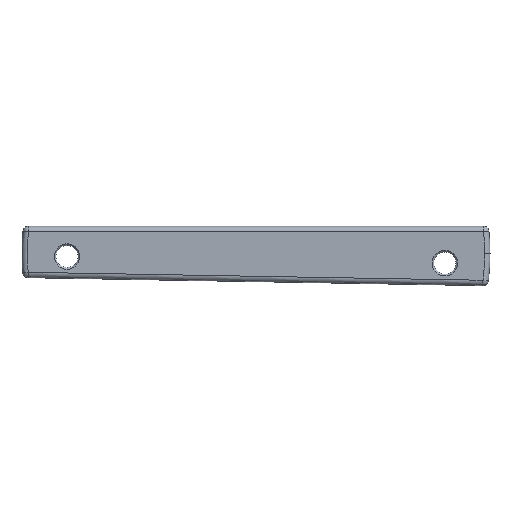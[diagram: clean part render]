
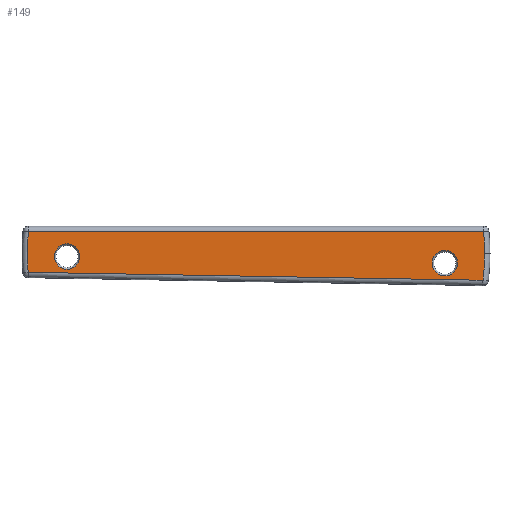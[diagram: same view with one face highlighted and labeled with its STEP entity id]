
A CAD part, top view. The second image highlights one B-rep face of the part: STEP entity #149.
In plain terms, the highlighted planar face has unit normal (0, 0, 1).
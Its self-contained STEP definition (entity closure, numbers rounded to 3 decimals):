
#3 = VERTEX_POINT ( 'NONE', #493 ) ;
#11 = FACE_BOUND ( 'NONE', #398, .T. ) ;
#16 = DIRECTION ( 'NONE',  ( 1., 0., 0. ) ) ;
#38 = ORIENTED_EDGE ( 'NONE', *, *, #116, .T. ) ;
#55 = AXIS2_PLACEMENT_3D ( 'NONE', #420, #718, #496 ) ;
#64 = FACE_OUTER_BOUND ( 'NONE', #755, .T. ) ;
#77 = DIRECTION ( 'NONE',  ( 0., 0., -1. ) ) ;
#80 = CARTESIAN_POINT ( 'NONE',  ( 0., 0., 1. ) ) ;
#91 = EDGE_CURVE ( 'NONE', #757, #3, #692, .T. ) ;
#103 = CARTESIAN_POINT ( 'NONE',  ( -32.645, -0.588, 1. ) ) ;
#116 = EDGE_CURVE ( 'NONE', #331, #603, #392, .T. ) ;
#131 = FACE_BOUND ( 'NONE', #567, .T. ) ;
#133 = VECTOR ( 'NONE', #305, 1000. ) ;
#134 = DIRECTION ( 'NONE',  ( 1., 0., 0. ) ) ;
#146 = CARTESIAN_POINT ( 'NONE',  ( -42.161, 4., 1. ) ) ;
#149 = ADVANCED_FACE ( 'NONE', ( #131, #11, #64 ), #313, .T. ) ;
#157 = AXIS2_PLACEMENT_3D ( 'NONE', #526, #218, #588 ) ;
#166 = CARTESIAN_POINT ( 'NONE',  ( 37.345, -1.81, 1. ) ) ;
#215 = VERTEX_POINT ( 'NONE', #771 ) ;
#218 = DIRECTION ( 'NONE',  ( 0., 0., -1. ) ) ;
#232 = EDGE_CURVE ( 'NONE', #3, #757, #419, .T. ) ;
#250 = CARTESIAN_POINT ( 'NONE',  ( -34.995, -0.588, 1. ) ) ;
#255 = DIRECTION ( 'NONE',  ( 0., 0., 1. ) ) ;
#256 = ORIENTED_EDGE ( 'NONE', *, *, #395, .T. ) ;
#278 = VERTEX_POINT ( 'NONE', #572 ) ;
#289 = AXIS2_PLACEMENT_3D ( 'NONE', #504, #714, #374 ) ;
#296 = AXIS2_PLACEMENT_3D ( 'NONE', #541, #535, #724 ) ;
#297 = ORIENTED_EDGE ( 'NONE', *, *, #91, .T. ) ;
#300 = CARTESIAN_POINT ( 'NONE',  ( -34.995, -0.588, 1. ) ) ;
#301 = VERTEX_POINT ( 'NONE', #510 ) ;
#303 = DIRECTION ( 'NONE',  ( 0., 0., -1. ) ) ;
#305 = DIRECTION ( 'NONE',  ( -1., 0., 0. ) ) ;
#313 = PLANE ( 'NONE',  #55 ) ;
#331 = VERTEX_POINT ( 'NONE', #146 ) ;
#332 = EDGE_CURVE ( 'NONE', #301, #571, #525, .T. ) ;
#371 = ORIENTED_EDGE ( 'NONE', *, *, #530, .T. ) ;
#374 = DIRECTION ( 'NONE',  ( 1., 0., 0. ) ) ;
#388 = CARTESIAN_POINT ( 'NONE',  ( 0., 0., 1. ) ) ;
#392 = CIRCLE ( 'NONE', #289, 42.35 ) ;
#393 = DIRECTION ( 'NONE',  ( 1., 0., 0. ) ) ;
#394 = ORIENTED_EDGE ( 'NONE', *, *, #484, .T. ) ;
#395 = EDGE_CURVE ( 'NONE', #603, #301, #754, .T. ) ;
#398 = EDGE_LOOP ( 'NONE', ( #297, #418 ) ) ;
#400 = DIRECTION ( 'NONE',  ( 1., -0.017, 0. ) ) ;
#418 = ORIENTED_EDGE ( 'NONE', *, *, #232, .T. ) ;
#419 = CIRCLE ( 'NONE', #494, 2.35 ) ;
#420 = CARTESIAN_POINT ( 'NONE',  ( 0., 0., 1. ) ) ;
#426 = LINE ( 'NONE', #668, #133 ) ;
#435 = EDGE_CURVE ( 'NONE', #719, #278, #599, .T. ) ;
#484 = EDGE_CURVE ( 'NONE', #278, #719, #701, .T. ) ;
#493 = CARTESIAN_POINT ( 'NONE',  ( -37.345, -0.588, 1. ) ) ;
#494 = AXIS2_PLACEMENT_3D ( 'NONE', #300, #303, #548 ) ;
#496 = DIRECTION ( 'NONE',  ( 1., 0., 0. ) ) ;
#504 = CARTESIAN_POINT ( 'NONE',  ( 0., 0., 1. ) ) ;
#505 = AXIS2_PLACEMENT_3D ( 'NONE', #80, #566, #134 ) ;
#510 = CARTESIAN_POINT ( 'NONE',  ( 42.056, -4.985, 1. ) ) ;
#525 = CIRCLE ( 'NONE', #729, 42.35 ) ;
#526 = CARTESIAN_POINT ( 'NONE',  ( 34.995, -1.81, 1. ) ) ;
#530 = EDGE_CURVE ( 'NONE', #215, #331, #426, .T. ) ;
#535 = DIRECTION ( 'NONE',  ( 0., 0., -1. ) ) ;
#536 = ORIENTED_EDGE ( 'NONE', *, *, #332, .T. ) ;
#541 = CARTESIAN_POINT ( 'NONE',  ( 34.995, -1.81, 1. ) ) ;
#542 = ORIENTED_EDGE ( 'NONE', *, *, #435, .T. ) ;
#548 = DIRECTION ( 'NONE',  ( 1., 0., 0. ) ) ;
#566 = DIRECTION ( 'NONE',  ( 0., 0., 1. ) ) ;
#567 = EDGE_LOOP ( 'NONE', ( #542, #394 ) ) ;
#571 = VERTEX_POINT ( 'NONE', #774 ) ;
#572 = CARTESIAN_POINT ( 'NONE',  ( 32.645, -1.81, 1. ) ) ;
#584 = EDGE_CURVE ( 'NONE', #571, #215, #745, .T. ) ;
#588 = DIRECTION ( 'NONE',  ( 1., 0., 0. ) ) ;
#591 = CARTESIAN_POINT ( 'NONE',  ( 42.056, -4.985, 1. ) ) ;
#599 = CIRCLE ( 'NONE', #157, 2.35 ) ;
#603 = VERTEX_POINT ( 'NONE', #691 ) ;
#619 = AXIS2_PLACEMENT_3D ( 'NONE', #250, #77, #16 ) ;
#668 = CARTESIAN_POINT ( 'NONE',  ( -42.161, 4., 1. ) ) ;
#675 = VECTOR ( 'NONE', #400, 1000. ) ;
#691 = CARTESIAN_POINT ( 'NONE',  ( -42.204, -3.514, 1. ) ) ;
#692 = CIRCLE ( 'NONE', #619, 2.35 ) ;
#701 = CIRCLE ( 'NONE', #296, 2.35 ) ;
#704 = ORIENTED_EDGE ( 'NONE', *, *, #584, .T. ) ;
#714 = DIRECTION ( 'NONE',  ( 0., 0., 1. ) ) ;
#718 = DIRECTION ( 'NONE',  ( 0., 0., 1. ) ) ;
#719 = VERTEX_POINT ( 'NONE', #166 ) ;
#724 = DIRECTION ( 'NONE',  ( 1., 0., 0. ) ) ;
#729 = AXIS2_PLACEMENT_3D ( 'NONE', #388, #255, #393 ) ;
#745 = CIRCLE ( 'NONE', #505, 42.35 ) ;
#754 = LINE ( 'NONE', #591, #675 ) ;
#755 = EDGE_LOOP ( 'NONE', ( #371, #38, #256, #536, #704 ) ) ;
#757 = VERTEX_POINT ( 'NONE', #103 ) ;
#771 = CARTESIAN_POINT ( 'NONE',  ( 42.161, 4., 1. ) ) ;
#774 = CARTESIAN_POINT ( 'NONE',  ( 42.35, 0., 1. ) ) ;
